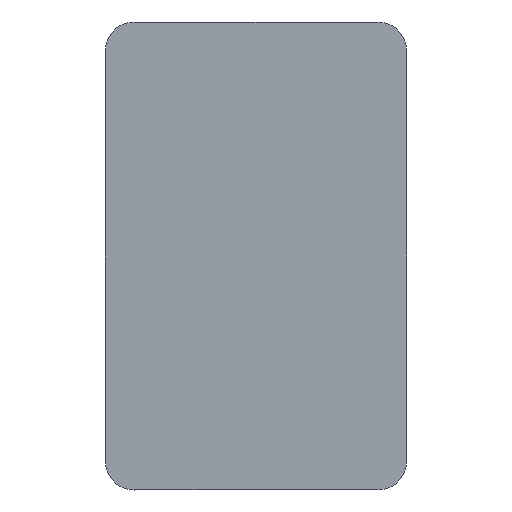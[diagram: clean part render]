
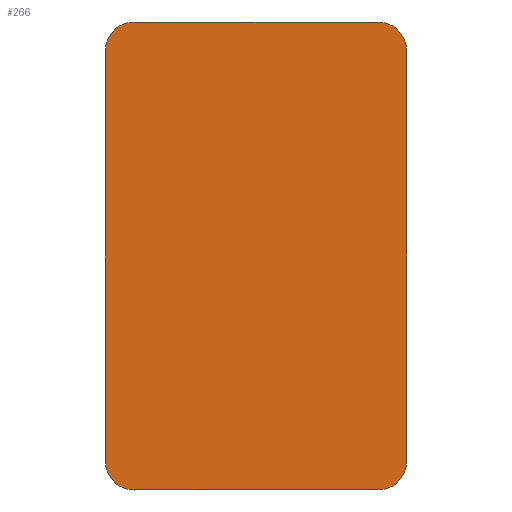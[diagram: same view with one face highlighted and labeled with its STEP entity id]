
A CAD part, front view. The second image highlights one B-rep face of the part: STEP entity #266.
In plain terms, the highlighted planar face has unit normal (0, -1, 0).
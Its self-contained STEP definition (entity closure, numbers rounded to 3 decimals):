
#24=PLANE('',#302);
#38=FACE_OUTER_BOUND('',#52,.T.);
#52=EDGE_LOOP('',(#237,#238,#239,#240,#241,#242,#243,#244,#245,#246,#247,
#248));
#57=LINE('',#392,#85);
#67=LINE('',#421,#95);
#69=LINE('',#425,#97);
#72=LINE('',#430,#100);
#73=LINE('',#433,#101);
#76=LINE('',#441,#104);
#78=LINE('',#445,#106);
#80=LINE('',#450,#108);
#85=VECTOR('',#317,10.);
#95=VECTOR('',#341,10.);
#97=VECTOR('',#345,10.);
#100=VECTOR('',#350,10.);
#101=VECTOR('',#353,10.);
#104=VECTOR('',#362,10.);
#106=VECTOR('',#366,10.);
#108=VECTOR('',#374,10.);
#109=CIRCLE('',#282,25.);
#114=CIRCLE('',#290,25.);
#115=CIRCLE('',#296,25.);
#116=CIRCLE('',#300,25.);
#117=VERTEX_POINT('',#379);
#118=VERTEX_POINT('',#380);
#122=VERTEX_POINT('',#390);
#132=VERTEX_POINT('',#414);
#133=VERTEX_POINT('',#415);
#134=VERTEX_POINT('',#420);
#135=VERTEX_POINT('',#424);
#136=VERTEX_POINT('',#428);
#137=VERTEX_POINT('',#432);
#138=VERTEX_POINT('',#436);
#139=VERTEX_POINT('',#440);
#140=VERTEX_POINT('',#444);
#141=EDGE_CURVE('',#117,#118,#109,.T.);
#147=EDGE_CURVE('',#117,#122,#57,.T.);
#158=EDGE_CURVE('',#132,#133,#114,.T.);
#161=EDGE_CURVE('',#133,#134,#67,.T.);
#163=EDGE_CURVE('',#118,#135,#69,.F.);
#166=EDGE_CURVE('',#132,#136,#72,.T.);
#167=EDGE_CURVE('',#122,#137,#73,.T.);
#169=EDGE_CURVE('',#138,#137,#115,.T.);
#171=EDGE_CURVE('',#139,#138,#76,.T.);
#173=EDGE_CURVE('',#140,#139,#78,.T.);
#175=EDGE_CURVE('',#134,#140,#116,.T.);
#176=EDGE_CURVE('',#135,#136,#80,.F.);
#237=ORIENTED_EDGE('',*,*,#141,.F.);
#238=ORIENTED_EDGE('',*,*,#147,.T.);
#239=ORIENTED_EDGE('',*,*,#167,.T.);
#240=ORIENTED_EDGE('',*,*,#169,.F.);
#241=ORIENTED_EDGE('',*,*,#171,.F.);
#242=ORIENTED_EDGE('',*,*,#173,.F.);
#243=ORIENTED_EDGE('',*,*,#175,.F.);
#244=ORIENTED_EDGE('',*,*,#161,.F.);
#245=ORIENTED_EDGE('',*,*,#158,.F.);
#246=ORIENTED_EDGE('',*,*,#166,.T.);
#247=ORIENTED_EDGE('',*,*,#176,.F.);
#248=ORIENTED_EDGE('',*,*,#163,.F.);
#266=ADVANCED_FACE('',(#38),#24,.F.);
#282=AXIS2_PLACEMENT_3D('',#381,#307,#308);
#290=AXIS2_PLACEMENT_3D('',#416,#335,#336);
#296=AXIS2_PLACEMENT_3D('',#437,#357,#358);
#300=AXIS2_PLACEMENT_3D('',#448,#370,#371);
#302=AXIS2_PLACEMENT_3D('',#451,#375,#376);
#307=DIRECTION('center_axis',(0.,1.,0.));
#308=DIRECTION('ref_axis',(-0.707,0.,0.707));
#317=DIRECTION('',(0.,0.,-1.));
#335=DIRECTION('center_axis',(0.,1.,0.));
#336=DIRECTION('ref_axis',(0.707,0.,0.707));
#341=DIRECTION('',(0.,0.,-1.));
#345=DIRECTION('',(-1.,0.,0.));
#350=DIRECTION('',(-1.,0.,0.));
#353=DIRECTION('',(1.,0.,0.));
#357=DIRECTION('center_axis',(0.,1.,0.));
#358=DIRECTION('ref_axis',(0.,0.,-1.));
#362=DIRECTION('',(-1.,0.,0.));
#366=DIRECTION('',(-1.,0.,0.));
#370=DIRECTION('center_axis',(0.,1.,0.));
#371=DIRECTION('ref_axis',(1.,0.,0.));
#374=DIRECTION('',(-1.,0.,0.));
#375=DIRECTION('center_axis',(0.,1.,0.));
#376=DIRECTION('ref_axis',(1.,0.,0.));
#379=CARTESIAN_POINT('',(-25.,439.804,378.));
#380=CARTESIAN_POINT('',(0.,439.804,403.));
#381=CARTESIAN_POINT('Origin',(0.,439.804,378.));
#390=CARTESIAN_POINT('',(-25.,439.804,19.9));
#392=CARTESIAN_POINT('',(-25.,439.804,377.));
#414=CARTESIAN_POINT('',(212.5,439.804,403.));
#415=CARTESIAN_POINT('',(237.5,439.804,378.));
#416=CARTESIAN_POINT('Origin',(212.5,439.804,378.));
#420=CARTESIAN_POINT('',(237.5,439.804,19.9));
#421=CARTESIAN_POINT('',(237.5,439.804,377.));
#424=CARTESIAN_POINT('',(10.,439.804,403.));
#425=CARTESIAN_POINT('',(53.125,439.804,403.));
#428=CARTESIAN_POINT('',(202.5,439.804,403.));
#430=CARTESIAN_POINT('',(154.375,439.804,403.));
#432=CARTESIAN_POINT('',(-25.,439.804,19.9));
#433=CARTESIAN_POINT('',(-25.,439.804,19.9));
#436=CARTESIAN_POINT('',(0.,439.804,-5.1));
#437=CARTESIAN_POINT('Origin',(0.,439.804,19.9));
#440=CARTESIAN_POINT('',(39.046,439.804,-5.1));
#441=CARTESIAN_POINT('',(39.046,439.804,-5.1));
#444=CARTESIAN_POINT('',(212.5,439.804,-5.1));
#445=CARTESIAN_POINT('',(212.5,439.804,-5.1));
#448=CARTESIAN_POINT('Origin',(212.5,439.804,19.9));
#450=CARTESIAN_POINT('',(58.125,439.804,403.));
#451=CARTESIAN_POINT('Origin',(106.25,439.804,198.45));
